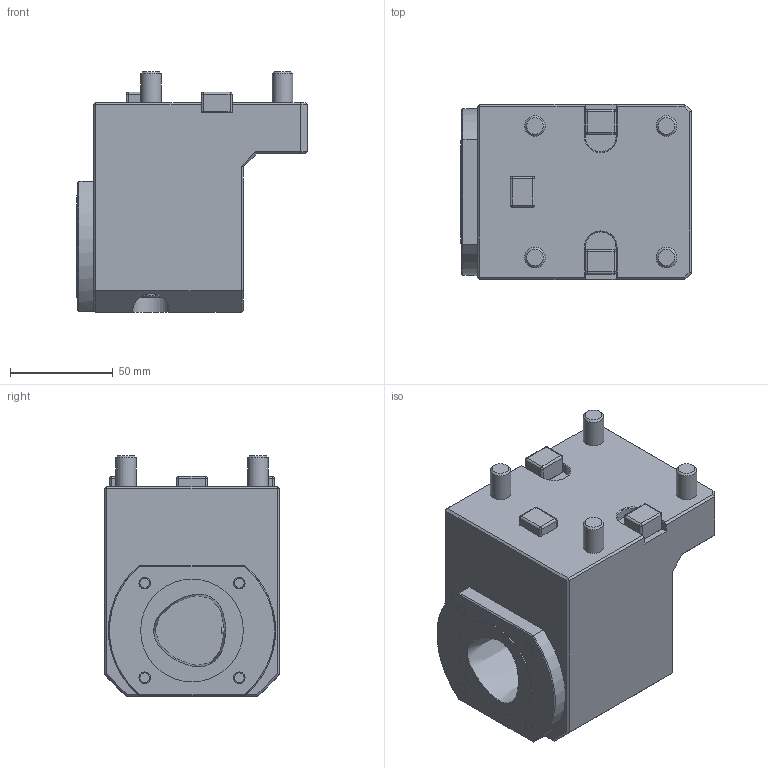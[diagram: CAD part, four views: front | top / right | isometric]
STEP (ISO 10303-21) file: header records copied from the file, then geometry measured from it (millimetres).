
FILE_DESCRIPTION(/* description */ (''),/* implementation_level */ '2;1');
FILE_NAME(/* name */ '1612445523722.stp',/* time_stamp */ '2021-02-04T19:02:21+06:00',/* author */ (''),/* organization */ ('SMS'),/* preprocessor_version */ 'ST-DEVELOPER v16.7',/* originating_system */ 'SIEMENS PLM Software NX 12.0',/* authorisation */ '');
FILE_SCHEMA (('AUTOMOTIVE_DESIGN { 1 0 10303 214 3 1 1 1 }'));
Length unit declared in the file: millimetre
Products named in the file (1): 203356214mod000_00
Bounding box: 112 x 85 x 117 mm (x, y, z)
Volume: 701544 mm3; surface area: 60139.8 mm2
Topology: 1 solids, 1 shells, 161 faces, 394 edges, 234 vertices
Faces by surface type: plane 94, cylinder 38, sphere 16, cone 12, bspline 1
Full cylindrical faces by diameter (mm): 3 x1, 10 x4, 16 x2, 18 x2, 50 x1
Entity records: 4639 total; most frequent: CARTESIAN_POINT 972, DIRECTION 768, ORIENTED_EDGE 700, EDGE_CURVE 350, AXIS2_PLACEMENT_3D 271, LINE 226, VECTOR 226, VERTEX_POINT 222
